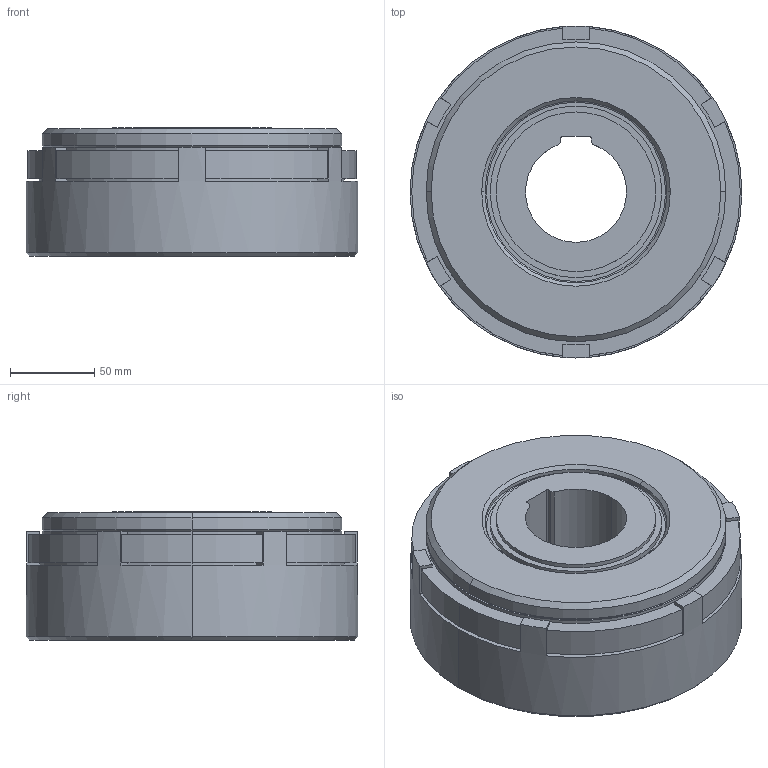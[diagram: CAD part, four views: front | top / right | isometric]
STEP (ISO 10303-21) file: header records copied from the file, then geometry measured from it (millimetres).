
FILE_DESCRIPTION (( 'STEP AP203' ), '1' );
FILE_NAME ('MDB 40N_236670(‚P‘Ì).STEP', '2016-03-04T02:23:49', ( ' ' ), ( '' ), 'SwSTEP 2.0', 'SolidWorks 2009', '' );
FILE_SCHEMA (( 'CONFIG_CONTROL_DESIGN' ));
Length unit declared in the file: millimetre
Products named in the file (1): MDB 40N_236670(１体)
Bounding box: 197 x 197 x 76 mm (x, y, z)
Volume: 1870701.6 mm3; surface area: 141021.7 mm2
Topology: 1 solids, 1 shells, 127 faces, 312 edges, 204 vertices
Faces by surface type: cylinder 61, plane 54, cone 10, torus 2
Entity records: 3879 total; most frequent: DIRECTION 716, CARTESIAN_POINT 644, ORIENTED_EDGE 624, EDGE_CURVE 312, AXIS2_PLACEMENT_3D 276, VERTEX_POINT 204, VECTOR 164, LINE 164
